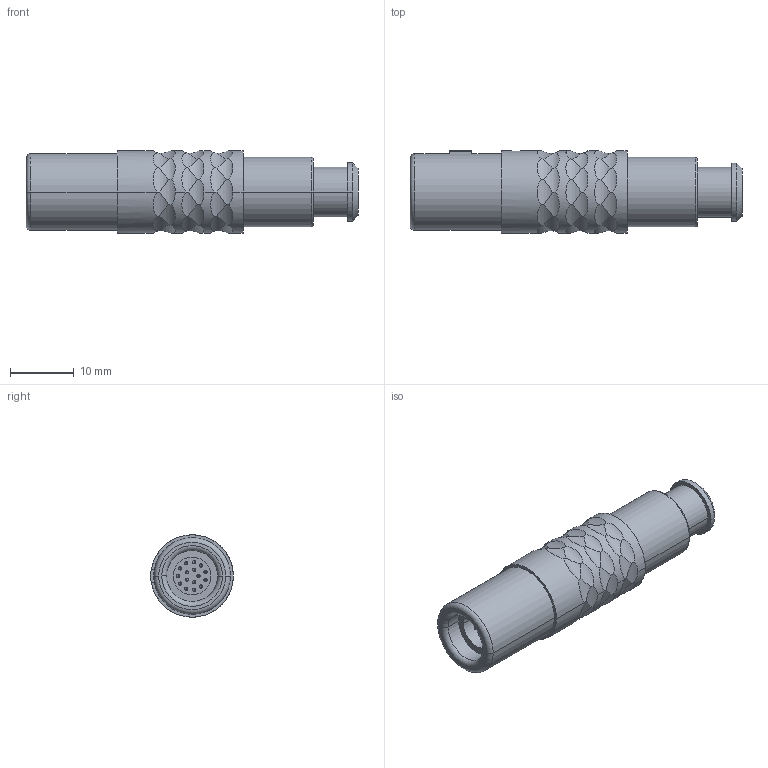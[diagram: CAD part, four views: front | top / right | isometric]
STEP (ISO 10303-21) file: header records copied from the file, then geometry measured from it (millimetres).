
FILE_DESCRIPTION((''),'2;1');
FILE_NAME('S21K0C-P16M','2014-01-17T',('RTrager'),(''),'PRO/ENGINEER BY PARAMETRIC TECHNOLOGY CORPORATION, 2013050','PRO/ENGINEER BY PARAMETRIC TECHNOLOGY CORPORATION, 2013050','');
FILE_SCHEMA(('CONFIG_CONTROL_DESIGN'));
Length unit declared in the file: millimetre
Products named in the file (1): S21K0C-P16M
Bounding box: 52 x 12.94 x 12.9 mm (x, y, z)
Volume: 4383.8 mm3; surface area: 3230.1 mm2
Topology: 1 solids, 1 shells, 335 faces, 872 edges, 548 vertices
Faces by surface type: cylinder 217, plane 53, sphere 32, torus 22, bspline 9, cone 2
Entity records: 13644 total; most frequent: CARTESIAN_POINT 5795, ORIENTED_EDGE 1680, DIRECTION 1574, EDGE_CURVE 840, AXIS2_PLACEMENT_3D 675, VERTEX_POINT 548, EDGE_LOOP 376, CIRCLE 349
